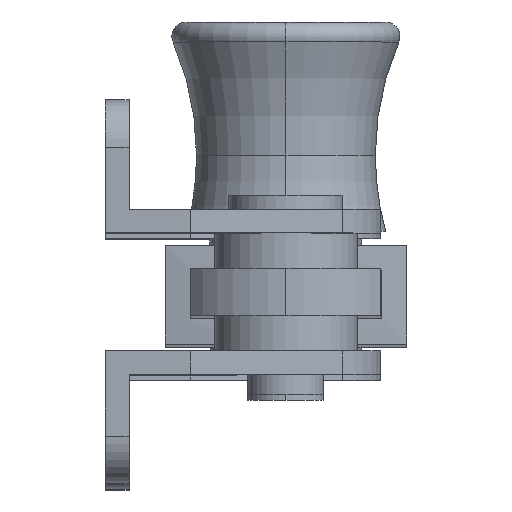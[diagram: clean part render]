
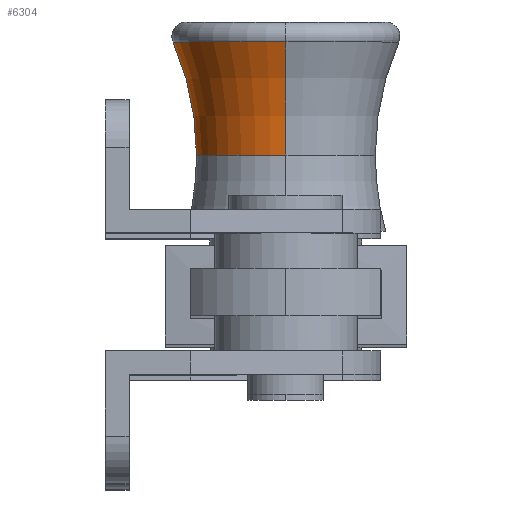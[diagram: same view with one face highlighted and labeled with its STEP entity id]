
A CAD part, top view. The second image highlights one B-rep face of the part: STEP entity #6304.
In plain terms, the highlighted toroidal (fillet/blend) face has major radius 39.308 mm and minor radius 29.9 mm.
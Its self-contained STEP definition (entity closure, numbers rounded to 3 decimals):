
#16 = AXIS2_PLACEMENT_3D ( 'NONE', #1970, #2049, #1960 ) ;
#146 = TOROIDAL_SURFACE ( 'NONE', #16, 39.308, 29.9 ) ;
#689 = CIRCLE ( 'NONE', #701, 29.9 ) ;
#701 = AXIS2_PLACEMENT_3D ( 'NONE', #1779, #1621, #1817 ) ;
#718 = CIRCLE ( 'NONE', #723, 9.408 ) ;
#723 = AXIS2_PLACEMENT_3D ( 'NONE', #1616, #1625, #1751 ) ;
#732 = CIRCLE ( 'NONE', #737, 29.9 ) ;
#735 = CIRCLE ( 'NONE', #740, 11.876 ) ;
#737 = AXIS2_PLACEMENT_3D ( 'NONE', #1632, #1836, #1810 ) ;
#740 = AXIS2_PLACEMENT_3D ( 'NONE', #1677, #1776, #1623 ) ;
#1616 = CARTESIAN_POINT ( 'NONE',  ( 0., -2.993, 0. ) ) ;
#1621 = DIRECTION ( 'NONE',  ( -1., 0., 0. ) ) ;
#1623 = DIRECTION ( 'NONE',  ( 0., 0., 1. ) ) ;
#1625 = DIRECTION ( 'NONE',  ( 0., 1., 0. ) ) ;
#1632 = CARTESIAN_POINT ( 'NONE',  ( 0., -2.993, -39.308 ) ) ;
#1677 = CARTESIAN_POINT ( 'NONE',  ( 0., 8.903, 0. ) ) ;
#1751 = DIRECTION ( 'NONE',  ( 0., 0., 1. ) ) ;
#1776 = DIRECTION ( 'NONE',  ( 0., 1., 0. ) ) ;
#1779 = CARTESIAN_POINT ( 'NONE',  ( 0., -2.993, 39.308 ) ) ;
#1810 = DIRECTION ( 'NONE',  ( 0., 0., -1. ) ) ;
#1817 = DIRECTION ( 'NONE',  ( 0., 0., 1. ) ) ;
#1836 = DIRECTION ( 'NONE',  ( 1., 0., 0. ) ) ;
#1960 = DIRECTION ( 'NONE',  ( 0., 0., 1. ) ) ;
#1970 = CARTESIAN_POINT ( 'NONE',  ( 0., -2.993, 0. ) ) ;
#2049 = DIRECTION ( 'NONE',  ( 0., 1., 0. ) ) ;
#2688 = EDGE_LOOP ( 'NONE', ( #3924, #4022, #3940, #4283 ) ) ;
#2978 = FACE_OUTER_BOUND ( 'NONE', #2688, .T. ) ;
#3924 = ORIENTED_EDGE ( 'NONE', *, *, #6534, .T. ) ;
#3940 = ORIENTED_EDGE ( 'NONE', *, *, #6535, .F. ) ;
#4022 = ORIENTED_EDGE ( 'NONE', *, *, #6533, .T. ) ;
#4144 = VERTEX_POINT ( 'NONE', #6106 ) ;
#4192 = VERTEX_POINT ( 'NONE', #6093 ) ;
#4196 = VERTEX_POINT ( 'NONE', #6095 ) ;
#4197 = VERTEX_POINT ( 'NONE', #6082 ) ;
#4283 = ORIENTED_EDGE ( 'NONE', *, *, #6536, .F. ) ;
#6082 = CARTESIAN_POINT ( 'NONE',  ( 0., 8.903, 11.876 ) ) ;
#6093 = CARTESIAN_POINT ( 'NONE',  ( 0., -2.993, -9.408 ) ) ;
#6095 = CARTESIAN_POINT ( 'NONE',  ( 0., -2.993, 9.408 ) ) ;
#6106 = CARTESIAN_POINT ( 'NONE',  ( 0., 8.903, -11.876 ) ) ;
#6304 = ADVANCED_FACE ( 'NONE', ( #2978 ), #146, .F. ) ;
#6533 = EDGE_CURVE ( 'NONE', #4196, #4192, #718, .T. ) ;
#6534 = EDGE_CURVE ( 'NONE', #4197, #4196, #689, .T. ) ;
#6535 = EDGE_CURVE ( 'NONE', #4144, #4192, #732, .T. ) ;
#6536 = EDGE_CURVE ( 'NONE', #4197, #4144, #735, .T. ) ;
